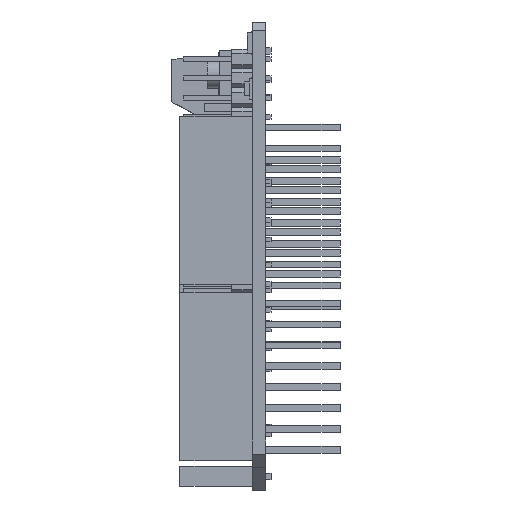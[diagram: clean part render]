
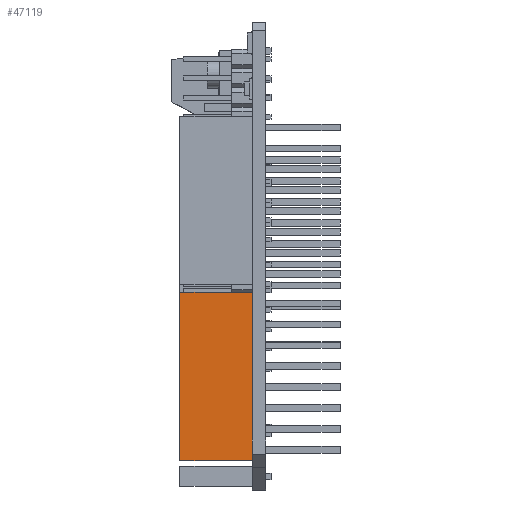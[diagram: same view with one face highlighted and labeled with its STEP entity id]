
A CAD part, left-side view. The second image highlights one B-rep face of the part: STEP entity #47119.
In plain terms, the highlighted planar face has unit normal (-1, 0, 0).
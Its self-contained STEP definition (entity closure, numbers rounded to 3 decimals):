
#2843=FACE_OUTER_BOUND('',#5448,.T.);
#5448=EDGE_LOOP('',(#39526,#39527,#39528,#39529));
#6460=LINE('',#62363,#12522);
#11645=LINE('',#73163,#17707);
#11646=LINE('',#73166,#17708);
#11647=LINE('',#73167,#17709);
#12522=VECTOR('',#50757,10.);
#17707=VECTOR('',#60538,10.);
#17708=VECTOR('',#60541,10.);
#17709=VECTOR('',#60542,10.);
#18494=VERTEX_POINT('',#62360);
#18495=VERTEX_POINT('',#62362);
#21812=VERTEX_POINT('',#73161);
#21813=VERTEX_POINT('',#73165);
#22677=EDGE_CURVE('',#18494,#18495,#6460,.T.);
#27922=EDGE_CURVE('',#18494,#21812,#11645,.T.);
#27923=EDGE_CURVE('',#21813,#21812,#11646,.T.);
#27924=EDGE_CURVE('',#18495,#21813,#11647,.T.);
#39526=ORIENTED_EDGE('',*,*,#22677,.F.);
#39527=ORIENTED_EDGE('',*,*,#27922,.T.);
#39528=ORIENTED_EDGE('',*,*,#27923,.F.);
#39529=ORIENTED_EDGE('',*,*,#27924,.F.);
#42579=PLANE('',#49605);
#47119=ADVANCED_FACE('',(#2843),#42579,.T.);
#49605=AXIS2_PLACEMENT_3D('',#73164,#60539,#60540);
#50757=DIRECTION('',(0.,0.,-1.));
#60538=DIRECTION('',(0.,1.,0.));
#60539=DIRECTION('center_axis',(-1.,0.,0.));
#60540=DIRECTION('ref_axis',(0.,0.,1.));
#60541=DIRECTION('',(0.,0.,1.));
#60542=DIRECTION('',(0.,1.,0.));
#62360=CARTESIAN_POINT('',(-25.595,1.65,-4.49));
#62362=CARTESIAN_POINT('',(-25.595,1.65,-25.47));
#62363=CARTESIAN_POINT('',(-25.595,1.65,-12.547));
#73161=CARTESIAN_POINT('',(-25.595,10.65,-4.49));
#73163=CARTESIAN_POINT('',(-25.595,1.65,-4.49));
#73164=CARTESIAN_POINT('Origin',(-25.595,1.65,-25.47));
#73165=CARTESIAN_POINT('',(-25.595,10.65,-25.47));
#73166=CARTESIAN_POINT('',(-25.595,10.65,-4.49));
#73167=CARTESIAN_POINT('',(-25.595,1.65,-25.47));
